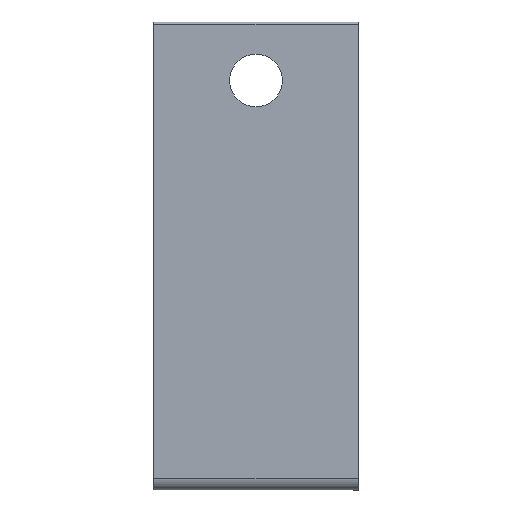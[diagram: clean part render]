
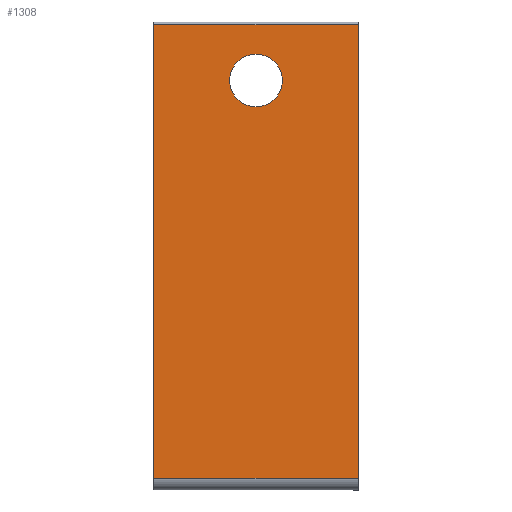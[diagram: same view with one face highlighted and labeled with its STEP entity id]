
A CAD part, front view. The second image highlights one B-rep face of the part: STEP entity #1308.
In plain terms, the highlighted planar face has unit normal (0, -1, 0).
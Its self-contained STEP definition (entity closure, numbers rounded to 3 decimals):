
#9 = VERTEX_POINT ( 'NONE', #1632 ) ;
#51 = CARTESIAN_POINT ( 'NONE',  ( -17.5, 113.597, -80.794 ) ) ;
#65 = EDGE_CURVE ( 'NONE', #9, #1376, #1400, .T. ) ;
#127 = CARTESIAN_POINT ( 'NONE',  ( 17.5, 113.597, -80.794 ) ) ;
#166 = CARTESIAN_POINT ( 'NONE',  ( -17.5, 113.597, -3.294 ) ) ;
#176 = EDGE_LOOP ( 'NONE', ( #1111, #1545 ) ) ;
#186 = VECTOR ( 'NONE', #1277, 1000. ) ;
#202 = VERTEX_POINT ( 'NONE', #166 ) ;
#240 = CARTESIAN_POINT ( 'NONE',  ( 0., 113.597, -17.294 ) ) ;
#254 = EDGE_CURVE ( 'NONE', #9, #1491, #1547, .T. ) ;
#267 = AXIS2_PLACEMENT_3D ( 'NONE', #1001, #874, #1382 ) ;
#311 = CARTESIAN_POINT ( 'NONE',  ( -17.5, 113.597, -80.794 ) ) ;
#322 = VECTOR ( 'NONE', #1352, 1000. ) ;
#457 = CIRCLE ( 'NONE', #1014, 4.5 ) ;
#500 = CARTESIAN_POINT ( 'NONE',  ( 17.5, 113.597, -3.294 ) ) ;
#736 = DIRECTION ( 'NONE',  ( 0., -1., 0. ) ) ;
#742 = LINE ( 'NONE', #500, #322 ) ;
#780 = CARTESIAN_POINT ( 'NONE',  ( 0., 113.597, -12.794 ) ) ;
#801 = CIRCLE ( 'NONE', #267, 4.5 ) ;
#803 = AXIS2_PLACEMENT_3D ( 'NONE', #127, #736, #1483 ) ;
#859 = FACE_OUTER_BOUND ( 'NONE', #1217, .T. ) ;
#868 = CARTESIAN_POINT ( 'NONE',  ( 0., 113.597, -8.294 ) ) ;
#872 = FACE_BOUND ( 'NONE', #176, .T. ) ;
#874 = DIRECTION ( 'NONE',  ( 0., -1., 0. ) ) ;
#875 = VECTOR ( 'NONE', #939, 1000. ) ;
#933 = ORIENTED_EDGE ( 'NONE', *, *, #1232, .T. ) ;
#939 = DIRECTION ( 'NONE',  ( -1., 0., 0. ) ) ;
#982 = PLANE ( 'NONE',  #803 ) ;
#1001 = CARTESIAN_POINT ( 'NONE',  ( 0., 113.597, -12.794 ) ) ;
#1014 = AXIS2_PLACEMENT_3D ( 'NONE', #780, #1156, #1287 ) ;
#1042 = VERTEX_POINT ( 'NONE', #868 ) ;
#1057 = EDGE_CURVE ( 'NONE', #1042, #1327, #801, .T. ) ;
#1060 = CARTESIAN_POINT ( 'NONE',  ( 17.5, 113.597, -80.794 ) ) ;
#1061 = DIRECTION ( 'NONE',  ( 0., 0., 1. ) ) ;
#1070 = VECTOR ( 'NONE', #1061, 1000. ) ;
#1111 = ORIENTED_EDGE ( 'NONE', *, *, #1397, .F. ) ;
#1156 = DIRECTION ( 'NONE',  ( 0., -1., 0. ) ) ;
#1186 = LINE ( 'NONE', #311, #1070 ) ;
#1217 = EDGE_LOOP ( 'NONE', ( #1309, #933, #1601, #1370 ) ) ;
#1232 = EDGE_CURVE ( 'NONE', #1376, #202, #742, .T. ) ;
#1277 = DIRECTION ( 'NONE',  ( 0., 0., 1. ) ) ;
#1287 = DIRECTION ( 'NONE',  ( 0., 0., -1. ) ) ;
#1308 = ADVANCED_FACE ( 'NONE', ( #872, #859 ), #982, .T. ) ;
#1309 = ORIENTED_EDGE ( 'NONE', *, *, #65, .T. ) ;
#1327 = VERTEX_POINT ( 'NONE', #240 ) ;
#1352 = DIRECTION ( 'NONE',  ( -1., 0., 0. ) ) ;
#1370 = ORIENTED_EDGE ( 'NONE', *, *, #254, .F. ) ;
#1376 = VERTEX_POINT ( 'NONE', #1410 ) ;
#1382 = DIRECTION ( 'NONE',  ( 0., 0., -1. ) ) ;
#1397 = EDGE_CURVE ( 'NONE', #1327, #1042, #457, .T. ) ;
#1400 = LINE ( 'NONE', #1529, #186 ) ;
#1410 = CARTESIAN_POINT ( 'NONE',  ( 17.5, 113.597, -3.294 ) ) ;
#1483 = DIRECTION ( 'NONE',  ( 0., 0., -1. ) ) ;
#1491 = VERTEX_POINT ( 'NONE', #51 ) ;
#1529 = CARTESIAN_POINT ( 'NONE',  ( 17.5, 113.597, -80.794 ) ) ;
#1545 = ORIENTED_EDGE ( 'NONE', *, *, #1057, .F. ) ;
#1547 = LINE ( 'NONE', #1060, #875 ) ;
#1601 = ORIENTED_EDGE ( 'NONE', *, *, #1616, .F. ) ;
#1616 = EDGE_CURVE ( 'NONE', #1491, #202, #1186, .T. ) ;
#1632 = CARTESIAN_POINT ( 'NONE',  ( 17.5, 113.597, -80.794 ) ) ;
